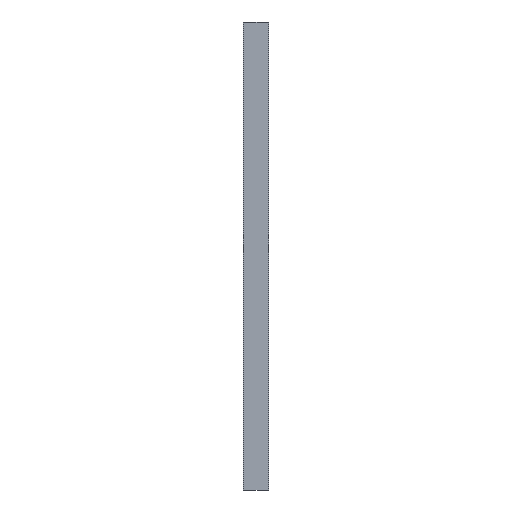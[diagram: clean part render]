
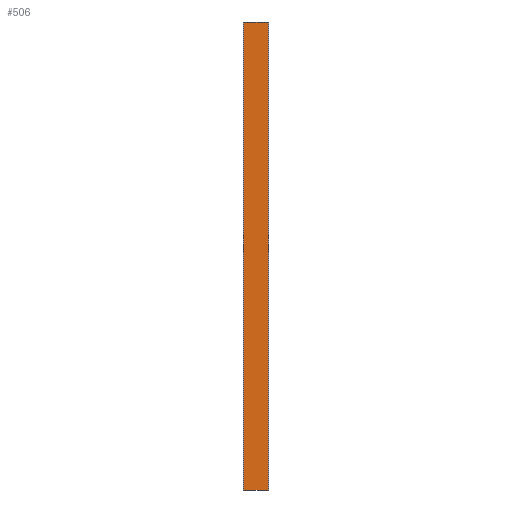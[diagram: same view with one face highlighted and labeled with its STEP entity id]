
A CAD part, front view. The second image highlights one B-rep face of the part: STEP entity #506.
In plain terms, the highlighted planar face has unit normal (0, -1, 0).
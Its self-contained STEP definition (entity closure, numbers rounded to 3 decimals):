
#91 = DIRECTION ( 'NONE',  ( 1., 0., 0. ) ) ;
#96 = CARTESIAN_POINT ( 'NONE',  ( -54.369, 102.478, 0. ) ) ;
#100 = EDGE_LOOP ( 'NONE', ( #368, #418, #223, #398 ) ) ;
#120 = CARTESIAN_POINT ( 'NONE',  ( -105.869, 102.478, 2000. ) ) ;
#128 = DIRECTION ( 'NONE',  ( 0., 0., -1. ) ) ;
#133 = DIRECTION ( 'NONE',  ( 0., 0., 1. ) ) ;
#141 = EDGE_CURVE ( 'NONE', #235, #335, #479, .T. ) ;
#144 = CARTESIAN_POINT ( 'NONE',  ( -2.869, 102.478, 0. ) ) ;
#187 = VECTOR ( 'NONE', #133, 1000. ) ;
#223 = ORIENTED_EDGE ( 'NONE', *, *, #557, .F. ) ;
#225 = LINE ( 'NONE', #465, #603 ) ;
#235 = VERTEX_POINT ( 'NONE', #515 ) ;
#246 = AXIS2_PLACEMENT_3D ( 'NONE', #475, #478, #483 ) ;
#309 = EDGE_CURVE ( 'NONE', #466, #235, #371, .T. ) ;
#332 = CARTESIAN_POINT ( 'NONE',  ( -2.869, 102.478, 0. ) ) ;
#335 = VERTEX_POINT ( 'NONE', #332 ) ;
#336 = LINE ( 'NONE', #144, #187 ) ;
#340 = CARTESIAN_POINT ( 'NONE',  ( -105.869, 102.478, 0. ) ) ;
#368 = ORIENTED_EDGE ( 'NONE', *, *, #141, .T. ) ;
#371 = LINE ( 'NONE', #340, #518 ) ;
#382 = PLANE ( 'NONE',  #246 ) ;
#398 = ORIENTED_EDGE ( 'NONE', *, *, #309, .T. ) ;
#418 = ORIENTED_EDGE ( 'NONE', *, *, #590, .T. ) ;
#436 = CARTESIAN_POINT ( 'NONE',  ( -2.869, 102.478, 2000. ) ) ;
#465 = CARTESIAN_POINT ( 'NONE',  ( -105.869, 102.478, 2000. ) ) ;
#466 = VERTEX_POINT ( 'NONE', #120 ) ;
#475 = CARTESIAN_POINT ( 'NONE',  ( -2.369, 102.478, 0. ) ) ;
#478 = DIRECTION ( 'NONE',  ( 0., -1., 0. ) ) ;
#479 = LINE ( 'NONE', #96, #583 ) ;
#483 = DIRECTION ( 'NONE',  ( 0., 0., -1. ) ) ;
#506 = ADVANCED_FACE ( 'NONE', ( #533 ), #382, .T. ) ;
#510 = VERTEX_POINT ( 'NONE', #436 ) ;
#515 = CARTESIAN_POINT ( 'NONE',  ( -105.869, 102.478, 0. ) ) ;
#518 = VECTOR ( 'NONE', #128, 1000. ) ;
#533 = FACE_OUTER_BOUND ( 'NONE', #100, .T. ) ;
#551 = DIRECTION ( 'NONE',  ( 1., 0., 0. ) ) ;
#557 = EDGE_CURVE ( 'NONE', #466, #510, #225, .T. ) ;
#583 = VECTOR ( 'NONE', #91, 1000. ) ;
#590 = EDGE_CURVE ( 'NONE', #335, #510, #336, .T. ) ;
#603 = VECTOR ( 'NONE', #551, 1000. ) ;
